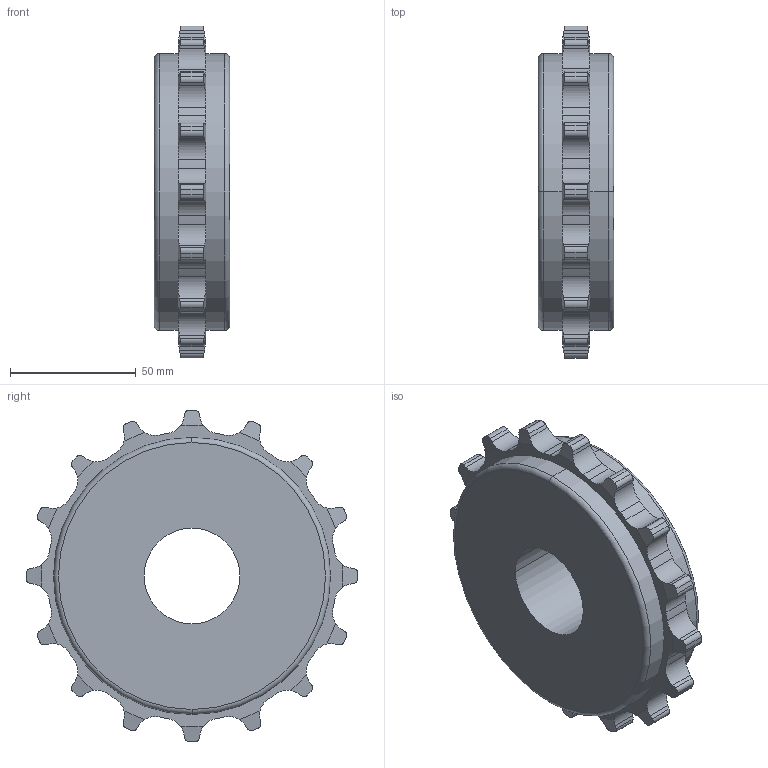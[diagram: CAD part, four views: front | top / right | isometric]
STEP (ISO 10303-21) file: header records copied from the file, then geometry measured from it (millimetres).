
FILE_DESCRIPTION((''),'2;1');
FILE_NAME('T2310','2023-11-01T09:46:42',('m.tranberg-hansen'),(''),'CREO PARAMETRIC BY PTC INC, 2023254','CREO PARAMETRIC BY PTC INC, 2023254','');
FILE_SCHEMA(('AUTOMOTIVE_DESIGN { 1 0 10303 214 1 1 1 1 }'));
Length unit declared in the file: millimetre
Products named in the file (1): T2310
Bounding box: 30 x 132.08 x 132.08 mm (x, y, z)
Volume: 272467.7 mm3; surface area: 35769.2 mm2
Topology: 1 solids, 1 shells, 177 faces, 512 edges, 340 vertices
Faces by surface type: cylinder 104, plane 37, cone 32, torus 4
Entity records: 8067 total; most frequent: CARTESIAN_POINT 2087, ORIENTED_EDGE 1024, DIRECTION 794, PRESENTATION_STYLE_ASSIGNMENT 513, STYLED_ITEM 513, CURVE_STYLE 512, EDGE_CURVE 512, VERTEX_POINT 340
